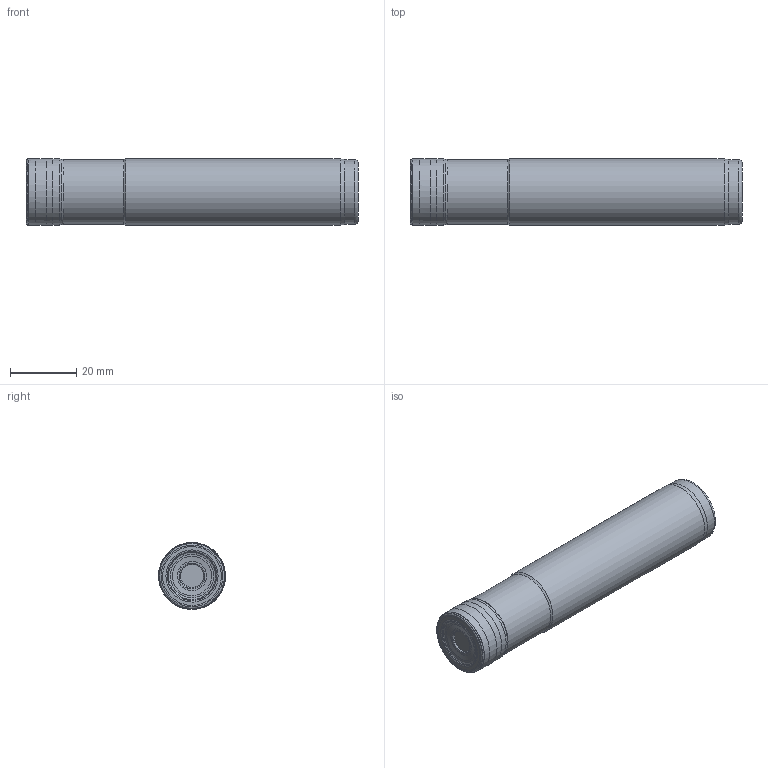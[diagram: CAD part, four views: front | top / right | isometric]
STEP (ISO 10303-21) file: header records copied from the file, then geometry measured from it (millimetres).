
FILE_DESCRIPTION(/* description */ (''),/* implementation_level */ '2;1');
FILE_NAME(/* name */ 'AEM90-BD11T3-D20-W20-L100-Z02-H.stp',/* time_stamp */ '2023-10-20T14:14:38+03:00',/* author */ (''),/* organization */ (''),/* preprocessor_version */ 'ST-DEVELOPER v19.4',/* originating_system */ 'SIEMENS PLM Software NX2306.3001',/* authorisation */ '');
FILE_SCHEMA (('AUTOMOTIVE_DESIGN { 1 0 10303 214 3 1 1 1 }'));
Length unit declared in the file: millimetre
Products named in the file (1): AEM90-BD11T3-D20-W20-L100-Z02-H
Bounding box: 100 x 20.18 x 20.18 mm (x, y, z)
Volume: 33496.1 mm3; surface area: 8143.4 mm2
Topology: 2 solids, 2 shells, 57 faces, 148 edges, 95 vertices
Faces by surface type: revolution 39, torus 6, cone 5, plane 4, cylinder 3
Full cylindrical faces by diameter (mm): 19.3 x1, 19.5 x1, 20 x1
Entity records: 1630 total; most frequent: CARTESIAN_POINT 506, DIRECTION 189, EDGE_LOOP 112, ORIENTED_EDGE 112, FACE_BOUND 110, AXIS2_PLACEMENT_3D 75, ADVANCED_FACE 57, VERTEX_POINT 56
